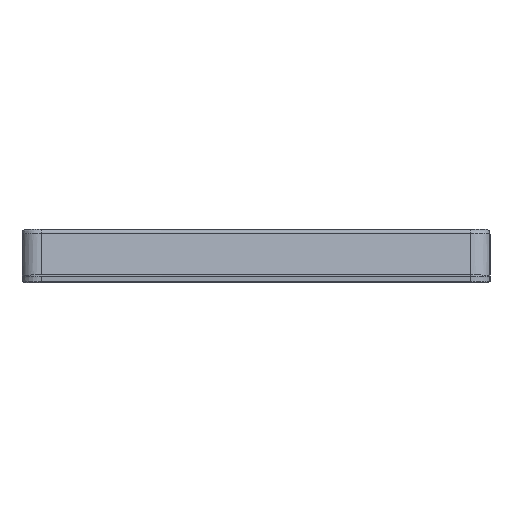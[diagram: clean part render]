
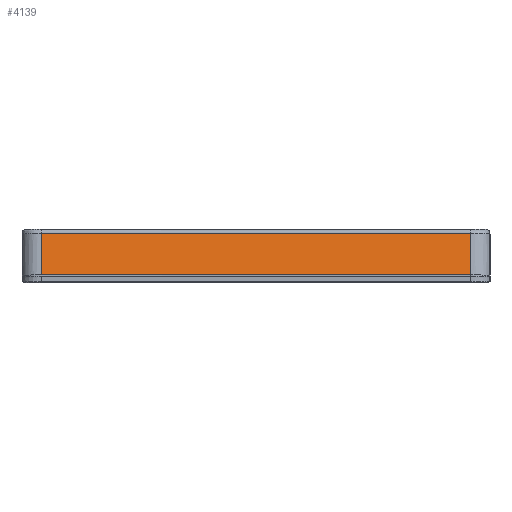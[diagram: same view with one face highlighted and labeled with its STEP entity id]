
A CAD part, left-side view. The second image highlights one B-rep face of the part: STEP entity #4139.
In plain terms, the highlighted planar face has unit normal (-0.987, 0, 0.159).
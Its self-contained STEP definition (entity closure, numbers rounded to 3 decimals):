
#208=PLANE('',#4378);
#354=FACE_OUTER_BOUND('',#614,.T.);
#614=EDGE_LOOP('',(#3215,#3216,#3217,#3218));
#911=LINE('',#7355,#1303);
#916=LINE('',#7576,#1308);
#927=LINE('',#8144,#1319);
#973=LINE('',#8979,#1365);
#1303=VECTOR('',#4750,10.);
#1308=VECTOR('',#4757,10.);
#1319=VECTOR('',#4770,10.);
#1365=VECTOR('',#4898,10.);
#1885=VERTEX_POINT('',#7291);
#1888=VERTEX_POINT('',#7349);
#1893=VERTEX_POINT('',#7575);
#1907=VERTEX_POINT('',#8090);
#2332=EDGE_CURVE('',#1888,#1885,#911,.T.);
#2340=EDGE_CURVE('',#1885,#1893,#916,.T.);
#2365=EDGE_CURVE('',#1893,#1907,#927,.T.);
#2454=EDGE_CURVE('',#1907,#1888,#973,.T.);
#3215=ORIENTED_EDGE('',*,*,#2332,.F.);
#3216=ORIENTED_EDGE('',*,*,#2454,.F.);
#3217=ORIENTED_EDGE('',*,*,#2365,.F.);
#3218=ORIENTED_EDGE('',*,*,#2340,.F.);
#4139=ADVANCED_FACE('',(#354),#208,.T.);
#4378=AXIS2_PLACEMENT_3D('',#8978,#4896,#4897);
#4750=DIRECTION('',(0.,1.,0.));
#4757=DIRECTION('',(0.158,0.,0.987));
#4770=DIRECTION('',(0.,-1.,0.));
#4896=DIRECTION('center_axis',(-0.987,0.,0.158));
#4897=DIRECTION('ref_axis',(0.158,0.,0.987));
#4898=DIRECTION('',(-0.158,0.,-0.987));
#7291=CARTESIAN_POINT('',(-6.45,-17.338,-2.043));
#7349=CARTESIAN_POINT('',(-6.45,-105.488,-2.043));
#7355=CARTESIAN_POINT('',(-6.45,-97.594,-2.043));
#7575=CARTESIAN_POINT('',(-5.085,-17.338,6.458));
#7576=CARTESIAN_POINT('',(-5.35,-17.338,4.806));
#8090=CARTESIAN_POINT('',(-5.085,-105.488,6.458));
#8144=CARTESIAN_POINT('',(-5.085,-73.806,6.458));
#8978=CARTESIAN_POINT('Origin',(-5.713,-85.7,2.55));
#8979=CARTESIAN_POINT('',(-0.641,-105.488,34.14));
